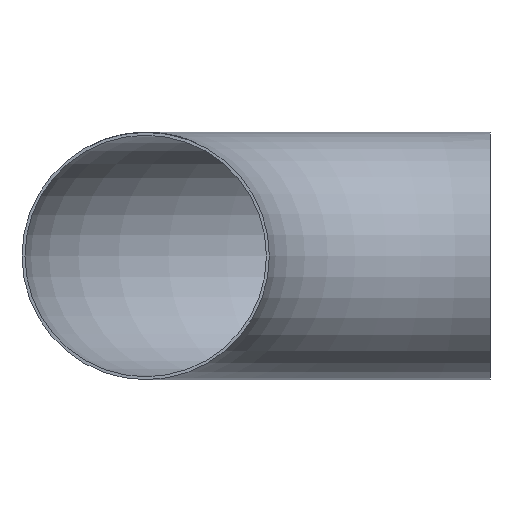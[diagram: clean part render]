
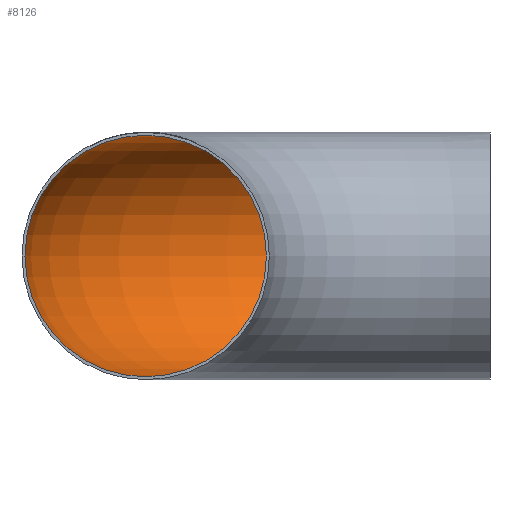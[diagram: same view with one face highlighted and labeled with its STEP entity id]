
A CAD part, front view. The second image highlights one B-rep face of the part: STEP entity #8126.
In plain terms, the highlighted toroidal (fillet/blend) face has major radius 305 mm and minor radius 106.95 mm.
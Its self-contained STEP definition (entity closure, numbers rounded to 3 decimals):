
#204 = DIRECTION ( 'NONE',  ( 0., 1., 0. ) ) ;
#290 = CARTESIAN_POINT ( 'NONE',  ( 0., 305., 0. ) ) ;
#697 = CARTESIAN_POINT ( 'NONE',  ( 0., 0., 0. ) ) ;
#934 = DIRECTION ( 'NONE',  ( 1., 0., 0. ) ) ;
#1181 = ORIENTED_EDGE ( 'NONE', *, *, #5017, .T. ) ;
#1472 = AXIS2_PLACEMENT_3D ( 'NONE', #290, #934, #204 ) ;
#2443 = EDGE_LOOP ( 'NONE', ( #1181 ) ) ;
#2613 = EDGE_CURVE ( 'NONE', #6236, #6236, #5267, .T. ) ;
#3048 = CARTESIAN_POINT ( 'NONE',  ( 0., 411.95, 0. ) ) ;
#3370 = DIRECTION ( 'NONE',  ( 0., 1., 0. ) ) ;
#3560 = CARTESIAN_POINT ( 'NONE',  ( -305., 0., 106.95 ) ) ;
#4717 = VERTEX_POINT ( 'NONE', #3048 ) ;
#4762 = AXIS2_PLACEMENT_3D ( 'NONE', #697, #5241, #5903 ) ;
#4794 = AXIS2_PLACEMENT_3D ( 'NONE', #5714, #3370, #8289 ) ;
#5017 = EDGE_CURVE ( 'NONE', #4717, #4717, #5795, .T. ) ;
#5154 = FACE_OUTER_BOUND ( 'NONE', #2443, .T. ) ;
#5241 = DIRECTION ( 'NONE',  ( 0., 0., -1. ) ) ;
#5267 = CIRCLE ( 'NONE', #4794, 106.95 ) ;
#5708 = EDGE_LOOP ( 'NONE', ( #6519 ) ) ;
#5714 = CARTESIAN_POINT ( 'NONE',  ( -305., 0., 0. ) ) ;
#5795 = CIRCLE ( 'NONE', #1472, 106.95 ) ;
#5903 = DIRECTION ( 'NONE',  ( -1., 0., 0. ) ) ;
#6148 = TOROIDAL_SURFACE ( 'NONE', #4762, 305., 106.95 ) ;
#6236 = VERTEX_POINT ( 'NONE', #3560 ) ;
#6519 = ORIENTED_EDGE ( 'NONE', *, *, #2613, .F. ) ;
#6764 = FACE_OUTER_BOUND ( 'NONE', #5708, .T. ) ;
#8126 = ADVANCED_FACE ( 'NONE', ( #5154, #6764 ), #6148, .F. ) ;
#8289 = DIRECTION ( 'NONE',  ( 0., 0., 1. ) ) ;
